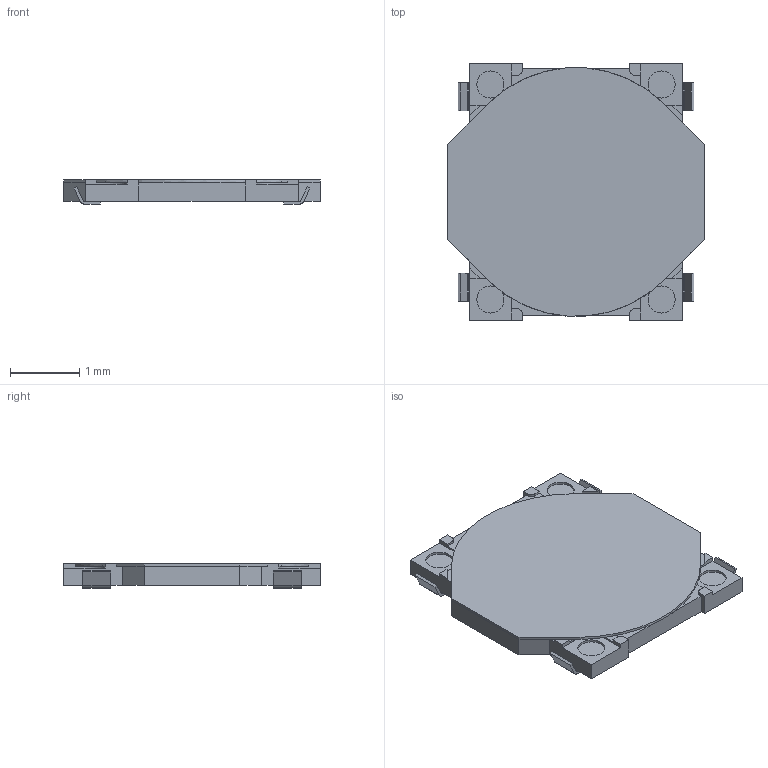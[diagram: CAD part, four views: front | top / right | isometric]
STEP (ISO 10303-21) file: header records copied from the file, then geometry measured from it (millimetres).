
FILE_DESCRIPTION(/* description */ (''),/* implementation_level */ '2;1');
FILE_NAME(/* name */ 'TL3312NFxxxQ.stp',/* time_stamp */ '2018-07-11T10:35:59-05:00',/* author */ ('mroman'),/* organization */ (''),/* preprocessor_version */ 'ST-DEVELOPER v17',/* originating_system */ 'Autodesk Inventor 2018',/* authorisation */ '');
FILE_SCHEMA (('AUTOMOTIVE_DESIGN { 1 0 10303 214 3 1 1 }'));
Length unit declared in the file: millimetre
Products named in the file (1): TL3312NFxxxQ
Bounding box: 3.7 x 3.7 x 0.35 mm (x, y, z)
Volume: 2 mm3; surface area: 64.2 mm2
Topology: 2 solids, 3 shells, 141 faces, 367 edges, 236 vertices
Faces by surface type: plane 114, cylinder 24, sphere 2, cone 1
Full cylindrical faces by diameter (mm): 0.39 x4
Entity records: 4294 total; most frequent: CARTESIAN_POINT 745, ORIENTED_EDGE 734, DIRECTION 716, EDGE_CURVE 367, LINE 302, VECTOR 302, VERTEX_POINT 236, AXIS2_PLACEMENT_3D 207
